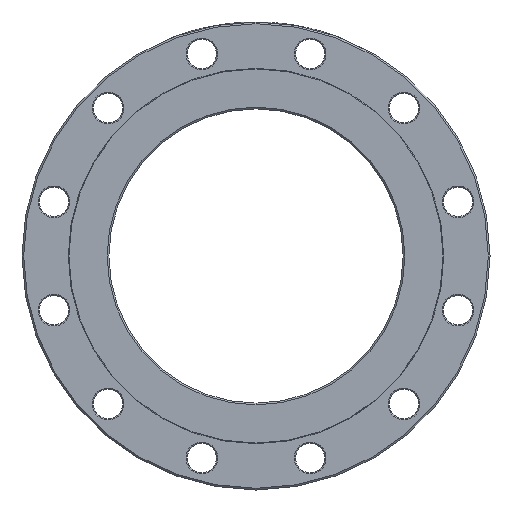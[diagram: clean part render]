
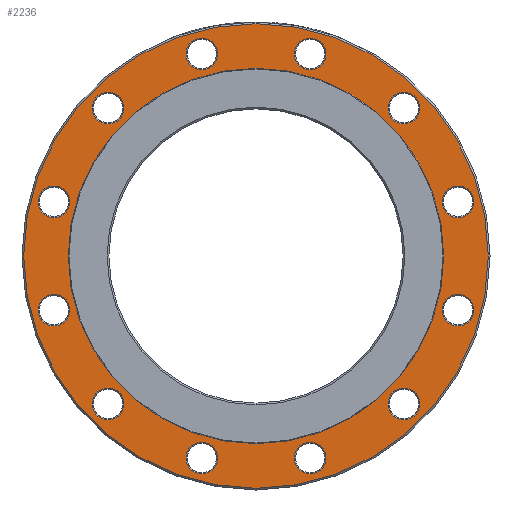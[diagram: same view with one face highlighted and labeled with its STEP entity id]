
A CAD part, left-side view. The second image highlights one B-rep face of the part: STEP entity #2236.
In plain terms, the highlighted planar face has unit normal (-1, 0, 0).
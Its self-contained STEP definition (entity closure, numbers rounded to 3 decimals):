
#4 = DIRECTION ( 'NONE',  ( 0., 0.5, 0.866 ) ) ;
#42 = DIRECTION ( 'NONE',  ( 0., 0.866, -0.5 ) ) ;
#79 = CARTESIAN_POINT ( 'NONE',  ( 2., -127.986, 127.986 ) ) ;
#125 = EDGE_CURVE ( 'NONE', #4839, #4839, #496, .T. ) ;
#202 = VERTEX_POINT ( 'NONE', #1432 ) ;
#217 = DIRECTION ( 'NONE',  ( 1., 0., 0. ) ) ;
#224 = DIRECTION ( 'NONE',  ( 0., -0.5, 0.866 ) ) ;
#250 = DIRECTION ( 'NONE',  ( 0., 0.5, -0.866 ) ) ;
#300 = AXIS2_PLACEMENT_3D ( 'NONE', #1355, #1949, #7011 ) ;
#304 = VERTEX_POINT ( 'NONE', #3078 ) ;
#326 = FACE_BOUND ( 'NONE', #393, .T. ) ;
#360 = FACE_BOUND ( 'NONE', #946, .T. ) ;
#373 = AXIS2_PLACEMENT_3D ( 'NONE', #5893, #4302, #224 ) ;
#393 = EDGE_LOOP ( 'NONE', ( #2364 ) ) ;
#395 = DIRECTION ( 'NONE',  ( 0., -1., 0. ) ) ;
#408 = DIRECTION ( 'NONE',  ( 1., 0., 0. ) ) ;
#496 = CIRCLE ( 'NONE', #373, 13.7 ) ;
#508 = AXIS2_PLACEMENT_3D ( 'NONE', #5321, #217, #250 ) ;
#535 = ORIENTED_EDGE ( 'NONE', *, *, #2223, .T. ) ;
#571 = AXIS2_PLACEMENT_3D ( 'NONE', #955, #3238, #395 ) ;
#594 = CARTESIAN_POINT ( 'NONE',  ( 2., 127.986, 127.986 ) ) ;
#698 = EDGE_LOOP ( 'NONE', ( #5408 ) ) ;
#772 = EDGE_LOOP ( 'NONE', ( #2827 ) ) ;
#816 = DIRECTION ( 'NONE',  ( 0., 0.866, 0.5 ) ) ;
#946 = EDGE_LOOP ( 'NONE', ( #2700 ) ) ;
#955 = CARTESIAN_POINT ( 'NONE',  ( 2., -46.846, -174.833 ) ) ;
#1013 = AXIS2_PLACEMENT_3D ( 'NONE', #6036, #2679, #4376 ) ;
#1107 = CIRCLE ( 'NONE', #508, 13.7 ) ;
#1175 = EDGE_LOOP ( 'NONE', ( #4915 ) ) ;
#1270 = CIRCLE ( 'NONE', #3406, 13.7 ) ;
#1292 = EDGE_CURVE ( 'NONE', #5376, #5376, #3775, .T. ) ;
#1355 = CARTESIAN_POINT ( 'NONE',  ( 2., 46.846, 174.833 ) ) ;
#1432 = CARTESIAN_POINT ( 'NONE',  ( 2., -34.982, 181.683 ) ) ;
#1448 = CIRCLE ( 'NONE', #300, 13.7 ) ;
#1480 = CARTESIAN_POINT ( 'NONE',  ( 2., 0., 0. ) ) ;
#1491 = FACE_BOUND ( 'NONE', #6577, .T. ) ;
#1502 = CIRCLE ( 'NONE', #4588, 13.7 ) ;
#1523 = FACE_BOUND ( 'NONE', #2908, .T. ) ;
#1534 = CARTESIAN_POINT ( 'NONE',  ( 2., 34.982, -181.683 ) ) ;
#1564 = DIRECTION ( 'NONE',  ( 0., 0., -1. ) ) ;
#1732 = EDGE_LOOP ( 'NONE', ( #3167 ) ) ;
#1744 = EDGE_CURVE ( 'NONE', #202, #202, #7304, .T. ) ;
#1908 = CARTESIAN_POINT ( 'NONE',  ( 2., -46.846, 174.833 ) ) ;
#1949 = DIRECTION ( 'NONE',  ( 1., 0., 0. ) ) ;
#2054 = FACE_BOUND ( 'NONE', #4825, .T. ) ;
#2079 = DIRECTION ( 'NONE',  ( 0., 0., 1. ) ) ;
#2126 = FACE_BOUND ( 'NONE', #2616, .T. ) ;
#2158 = FACE_BOUND ( 'NONE', #698, .T. ) ;
#2170 = CARTESIAN_POINT ( 'NONE',  ( 2., -139.851, -121.136 ) ) ;
#2213 = CARTESIAN_POINT ( 'NONE',  ( 2., 181.683, 34.982 ) ) ;
#2223 = EDGE_CURVE ( 'NONE', #304, #304, #6498, .T. ) ;
#2236 = ADVANCED_FACE ( 'NONE', ( #2158, #1523, #3793, #360, #5505, #6067, #4453, #2749, #326, #7218, #2126, #2054, #4306, #1491 ), #5013, .F. ) ;
#2364 = ORIENTED_EDGE ( 'NONE', *, *, #1292, .T. ) ;
#2365 = CARTESIAN_POINT ( 'NONE',  ( 2., -127.986, -127.986 ) ) ;
#2417 = EDGE_LOOP ( 'NONE', ( #2451 ) ) ;
#2451 = ORIENTED_EDGE ( 'NONE', *, *, #5583, .T. ) ;
#2461 = EDGE_CURVE ( 'NONE', #3183, #3183, #3285, .T. ) ;
#2498 = EDGE_LOOP ( 'NONE', ( #7187 ) ) ;
#2507 = CIRCLE ( 'NONE', #3286, 13.7 ) ;
#2551 = CARTESIAN_POINT ( 'NONE',  ( 2., -60.546, -174.833 ) ) ;
#2604 = DIRECTION ( 'NONE',  ( 1., 0., 0. ) ) ;
#2616 = EDGE_LOOP ( 'NONE', ( #535 ) ) ;
#2679 = DIRECTION ( 'NONE',  ( 1., 0., 0. ) ) ;
#2700 = ORIENTED_EDGE ( 'NONE', *, *, #1744, .T. ) ;
#2702 = DIRECTION ( 'NONE',  ( -1., 0., 0. ) ) ;
#2749 = FACE_BOUND ( 'NONE', #1732, .T. ) ;
#2754 = CIRCLE ( 'NONE', #6802, 13.7 ) ;
#2767 = CARTESIAN_POINT ( 'NONE',  ( 2., 174.833, -60.546 ) ) ;
#2827 = ORIENTED_EDGE ( 'NONE', *, *, #125, .T. ) ;
#2908 = EDGE_LOOP ( 'NONE', ( #6669 ) ) ;
#2941 = CARTESIAN_POINT ( 'NONE',  ( 2., 0., 0. ) ) ;
#2970 = ORIENTED_EDGE ( 'NONE', *, *, #2461, .T. ) ;
#3078 = CARTESIAN_POINT ( 'NONE',  ( 2., 121.136, -139.851 ) ) ;
#3136 = CIRCLE ( 'NONE', #6938, 162.436 ) ;
#3167 = ORIENTED_EDGE ( 'NONE', *, *, #6421, .T. ) ;
#3183 = VERTEX_POINT ( 'NONE', #4807 ) ;
#3238 = DIRECTION ( 'NONE',  ( 1., 0., 0. ) ) ;
#3241 = DIRECTION ( 'NONE',  ( 0., -0.5, -0.866 ) ) ;
#3276 = DIRECTION ( 'NONE',  ( 1., 0., 0. ) ) ;
#3285 = CIRCLE ( 'NONE', #3530, 201. ) ;
#3286 = AXIS2_PLACEMENT_3D ( 'NONE', #2365, #6377, #4101 ) ;
#3291 = CARTESIAN_POINT ( 'NONE',  ( 2., 0., 162.436 ) ) ;
#3395 = DIRECTION ( 'NONE',  ( 1., 0., 0. ) ) ;
#3406 = AXIS2_PLACEMENT_3D ( 'NONE', #6011, #408, #4351 ) ;
#3440 = EDGE_CURVE ( 'NONE', #4281, #4281, #1448, .T. ) ;
#3530 = AXIS2_PLACEMENT_3D ( 'NONE', #1480, #2702, #6614 ) ;
#3552 = EDGE_CURVE ( 'NONE', #5517, #5517, #1270, .T. ) ;
#3669 = CARTESIAN_POINT ( 'NONE',  ( 2., -181.683, -34.982 ) ) ;
#3736 = AXIS2_PLACEMENT_3D ( 'NONE', #1908, #2604, #816 ) ;
#3771 = VERTEX_POINT ( 'NONE', #6045 ) ;
#3775 = CIRCLE ( 'NONE', #571, 13.7 ) ;
#3793 = FACE_BOUND ( 'NONE', #5195, .T. ) ;
#4101 = DIRECTION ( 'NONE',  ( 0., -0.866, 0.5 ) ) ;
#4262 = DIRECTION ( 'NONE',  ( -1., 0., 0. ) ) ;
#4281 = VERTEX_POINT ( 'NONE', #7157 ) ;
#4302 = DIRECTION ( 'NONE',  ( 1., 0., 0. ) ) ;
#4306 = FACE_OUTER_BOUND ( 'NONE', #4439, .T. ) ;
#4351 = DIRECTION ( 'NONE',  ( 0., 0., 1. ) ) ;
#4376 = DIRECTION ( 'NONE',  ( 0., 0., -1. ) ) ;
#4439 = EDGE_LOOP ( 'NONE', ( #2970 ) ) ;
#4453 = FACE_BOUND ( 'NONE', #772, .T. ) ;
#4471 = VERTEX_POINT ( 'NONE', #2170 ) ;
#4588 = AXIS2_PLACEMENT_3D ( 'NONE', #594, #5170, #42 ) ;
#4624 = EDGE_CURVE ( 'NONE', #4909, #4909, #2754, .T. ) ;
#4693 = EDGE_CURVE ( 'NONE', #6078, #6078, #1107, .T. ) ;
#4780 = EDGE_CURVE ( 'NONE', #5026, #5026, #3136, .T. ) ;
#4807 = CARTESIAN_POINT ( 'NONE',  ( 2., 0., -201. ) ) ;
#4825 = EDGE_LOOP ( 'NONE', ( #5961 ) ) ;
#4839 = VERTEX_POINT ( 'NONE', #3669 ) ;
#4898 = CARTESIAN_POINT ( 'NONE',  ( 2., 127.986, -127.986 ) ) ;
#4909 = VERTEX_POINT ( 'NONE', #2767 ) ;
#4915 = ORIENTED_EDGE ( 'NONE', *, *, #3552, .T. ) ;
#5013 = PLANE ( 'NONE',  #1013 ) ;
#5026 = VERTEX_POINT ( 'NONE', #3291 ) ;
#5066 = VERTEX_POINT ( 'NONE', #1534 ) ;
#5170 = DIRECTION ( 'NONE',  ( 1., 0., 0. ) ) ;
#5195 = EDGE_LOOP ( 'NONE', ( #5253 ) ) ;
#5208 = DIRECTION ( 'NONE',  ( 0., -0.866, -0.5 ) ) ;
#5253 = ORIENTED_EDGE ( 'NONE', *, *, #3440, .T. ) ;
#5321 = CARTESIAN_POINT ( 'NONE',  ( 2., 174.833, 46.846 ) ) ;
#5376 = VERTEX_POINT ( 'NONE', #2551 ) ;
#5408 = ORIENTED_EDGE ( 'NONE', *, *, #4693, .T. ) ;
#5505 = FACE_BOUND ( 'NONE', #2417, .T. ) ;
#5516 = EDGE_CURVE ( 'NONE', #6750, #6750, #1502, .T. ) ;
#5517 = VERTEX_POINT ( 'NONE', #6673 ) ;
#5583 = EDGE_CURVE ( 'NONE', #3771, #3771, #7086, .T. ) ;
#5661 = AXIS2_PLACEMENT_3D ( 'NONE', #6923, #5769, #5208 ) ;
#5769 = DIRECTION ( 'NONE',  ( 1., 0., 0. ) ) ;
#5893 = CARTESIAN_POINT ( 'NONE',  ( 2., -174.833, -46.846 ) ) ;
#5961 = ORIENTED_EDGE ( 'NONE', *, *, #4624, .T. ) ;
#6011 = CARTESIAN_POINT ( 'NONE',  ( 2., -174.833, 46.846 ) ) ;
#6015 = CIRCLE ( 'NONE', #5661, 13.7 ) ;
#6036 = CARTESIAN_POINT ( 'NONE',  ( 2., 162.436, 0. ) ) ;
#6045 = CARTESIAN_POINT ( 'NONE',  ( 2., -121.136, 139.851 ) ) ;
#6067 = FACE_BOUND ( 'NONE', #1175, .T. ) ;
#6078 = VERTEX_POINT ( 'NONE', #2213 ) ;
#6107 = CARTESIAN_POINT ( 'NONE',  ( 2., 174.833, -46.846 ) ) ;
#6115 = CARTESIAN_POINT ( 'NONE',  ( 2., 139.851, 121.136 ) ) ;
#6377 = DIRECTION ( 'NONE',  ( 1., 0., 0. ) ) ;
#6421 = EDGE_CURVE ( 'NONE', #4471, #4471, #2507, .T. ) ;
#6498 = CIRCLE ( 'NONE', #7194, 13.7 ) ;
#6500 = AXIS2_PLACEMENT_3D ( 'NONE', #79, #3395, #4 ) ;
#6577 = EDGE_LOOP ( 'NONE', ( #6995 ) ) ;
#6614 = DIRECTION ( 'NONE',  ( 0., 0., -1. ) ) ;
#6665 = DIRECTION ( 'NONE',  ( 1., 0., 0. ) ) ;
#6669 = ORIENTED_EDGE ( 'NONE', *, *, #5516, .T. ) ;
#6673 = CARTESIAN_POINT ( 'NONE',  ( 2., -174.833, 60.546 ) ) ;
#6713 = EDGE_CURVE ( 'NONE', #5066, #5066, #6015, .T. ) ;
#6750 = VERTEX_POINT ( 'NONE', #6115 ) ;
#6802 = AXIS2_PLACEMENT_3D ( 'NONE', #6107, #6665, #1564 ) ;
#6923 = CARTESIAN_POINT ( 'NONE',  ( 2., 46.846, -174.833 ) ) ;
#6938 = AXIS2_PLACEMENT_3D ( 'NONE', #2941, #4262, #2079 ) ;
#6995 = ORIENTED_EDGE ( 'NONE', *, *, #4780, .F. ) ;
#7011 = DIRECTION ( 'NONE',  ( 0., 1., 0. ) ) ;
#7086 = CIRCLE ( 'NONE', #6500, 13.7 ) ;
#7157 = CARTESIAN_POINT ( 'NONE',  ( 2., 60.546, 174.833 ) ) ;
#7187 = ORIENTED_EDGE ( 'NONE', *, *, #6713, .T. ) ;
#7194 = AXIS2_PLACEMENT_3D ( 'NONE', #4898, #3276, #3241 ) ;
#7218 = FACE_BOUND ( 'NONE', #2498, .T. ) ;
#7304 = CIRCLE ( 'NONE', #3736, 13.7 ) ;
